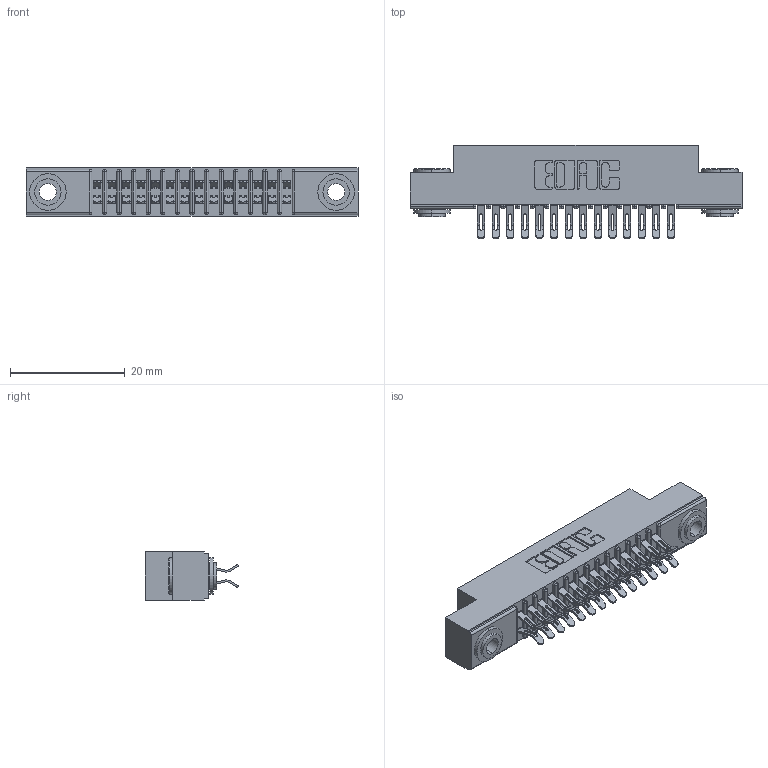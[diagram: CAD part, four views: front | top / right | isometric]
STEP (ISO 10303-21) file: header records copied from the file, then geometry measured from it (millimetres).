
FILE_DESCRIPTION (( 'STEP AP203' ), '1' );
FILE_NAME ('391-028-555-203.STEP', '2018-08-08T21:04:09', ( '' ), ( '' ), 'SwSTEP 2.0', 'SolidWorks 2016', '' );
FILE_SCHEMA (( 'CONFIG_CONTROL_DESIGN' ));
Length unit declared in the file: inch
Products named in the file (4): 345-250-002_345-250-002-102; 391-028-555-203; 341 Part_.156 (3.96) Dia Mounting Holes; 341-292-001_341-292-155
Assembly tree (31 placements, depth 2):
  391-028-555-203
    341 Part_.156 (3.96) Dia Mounting Holes
    341-292-001_341-292-155  x28
    345-250-002_345-250-002-102  x2
Bounding box: 57.78 x 16.31 x 8.38 mm (x, y, z)
Volume: 3348.5 mm3; surface area: 6943 mm2
Topology: 31 solids, 31 shells, 2352 faces, 6966 edges, 4534 vertices
Faces by surface type: plane 1268, cylinder 1020, sphere 30, torus 26, cone 8
Entity records: 22208 total; most frequent: CARTESIAN_POINT 3689, ORIENTED_EDGE 3644, DIRECTION 3606, EDGE_CURVE 1822, VECTOR 1416, LINE 1416, VERTEX_POINT 1162, AXIS2_PLACEMENT_3D 1095
